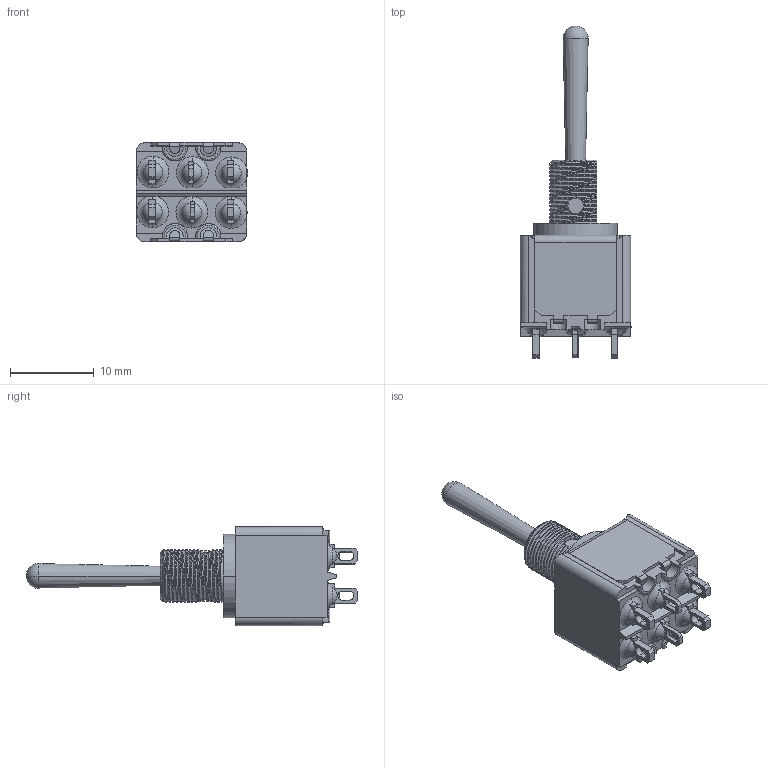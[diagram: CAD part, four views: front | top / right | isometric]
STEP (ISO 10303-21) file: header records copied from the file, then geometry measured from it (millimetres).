
FILE_DESCRIPTION((''),'2;1');
FILE_NAME('5649AKB-2X408','2011-06-16T',('rboyer'),(''),'PRO/ENGINEER BY PARAMETRIC TECHNOLOGY CORPORATION, 2009440','PRO/ENGINEER BY PARAMETRIC TECHNOLOGY CORPORATION, 2009440','');
FILE_SCHEMA(('CONFIG_CONTROL_DESIGN'));
Length unit declared in the file: millimetre
Products named in the file (1): 5649AKB-2X408
Bounding box: 13.29 x 39.7 x 11.85 mm (x, y, z)
Volume: 1225.8 mm3; surface area: 2763.4 mm2
Topology: 3 solids, 3 shells, 708 faces, 1972 edges, 1259 vertices
Faces by surface type: plane 433, cylinder 143, bspline 62, sphere 34, torus 20, cone 16
Entity records: 29586 total; most frequent: CARTESIAN_POINT 12184, ORIENTED_EDGE 3936, DIRECTION 3139, EDGE_CURVE 1968, VECTOR 1269, LINE 1269, VERTEX_POINT 1259, AXIS2_PLACEMENT_3D 935
